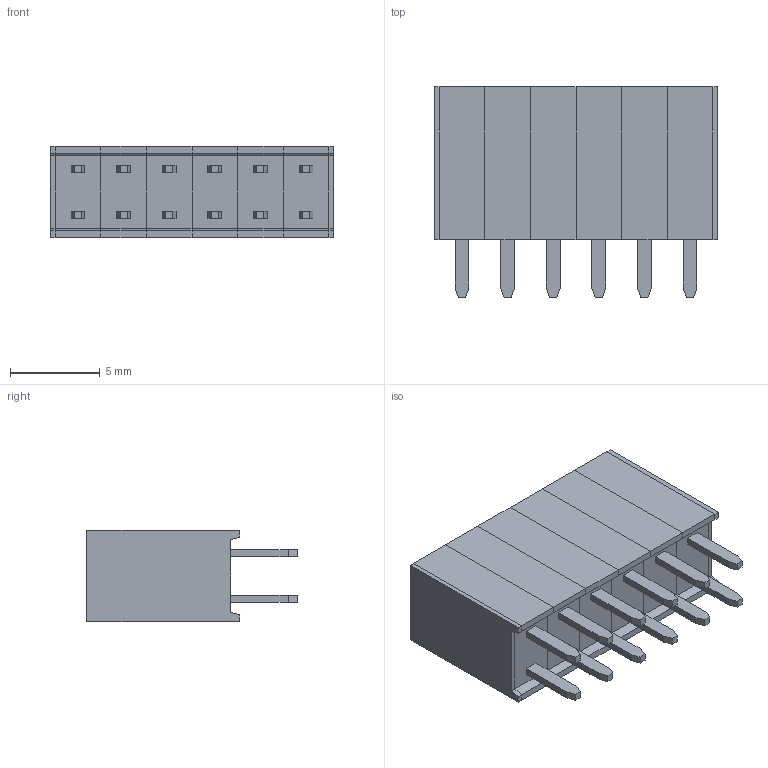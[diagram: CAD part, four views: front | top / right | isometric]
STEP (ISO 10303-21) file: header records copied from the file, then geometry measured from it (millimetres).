
FILE_DESCRIPTION (( 'STEP AP214' ), '1' );
FILE_NAME ('NPTC062LFBN-RC.STEP', '2024-10-30T11:32:41', ( '' ), ( '' ), 'SwSTEP 2.0', 'SolidWorks 2021', '' );
FILE_SCHEMA (( 'AUTOMOTIVE_DESIGN' ));
Length unit declared in the file: millimetre
Products named in the file (3): Pin - Tin; NPPC202LFBN-RC_C06; NPTC062LFBN-RC
Assembly tree (7 placements, depth 2):
  NPTC062LFBN-RC
    NPPC202LFBN-RC_C06
    Pin - Tin  x6
Bounding box: 15.75 x 11.71 x 5.08 mm (x, y, z)
Volume: 646.7 mm3; surface area: 1246.4 mm2
Topology: 20 solids, 20 shells, 284 faces, 648 edges, 416 vertices
Faces by surface type: plane 284
Entity records: 5790 total; most frequent: CARTESIAN_POINT 978, ORIENTED_EDGE 936, DIRECTION 896, EDGE_CURVE 468, LINE 468, VECTOR 468, VERTEX_POINT 296, EDGE_LOOP 216
